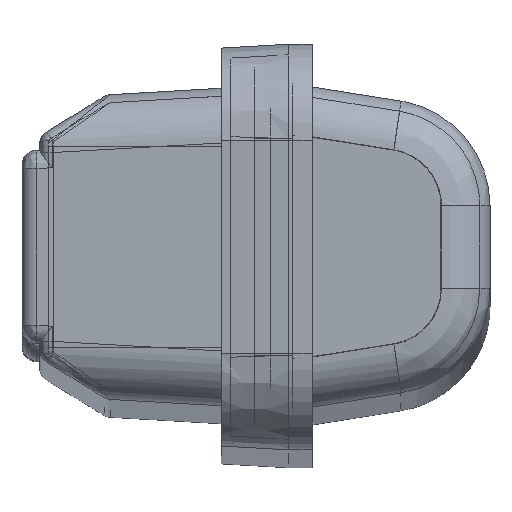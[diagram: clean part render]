
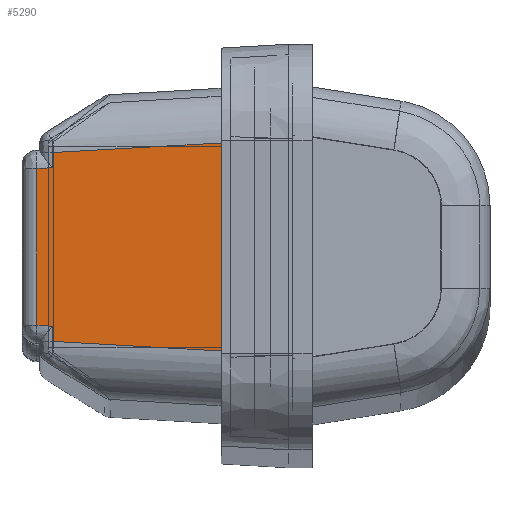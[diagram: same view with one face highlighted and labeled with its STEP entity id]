
A CAD part, top view. The second image highlights one B-rep face of the part: STEP entity #5290.
In plain terms, the highlighted face is planar.
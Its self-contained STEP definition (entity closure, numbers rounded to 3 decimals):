
#204 = DIRECTION ( 'NONE',  ( 1., 0., 0. ) ) ;
#291 = CARTESIAN_POINT ( 'NONE',  ( -4.866, -785.177, -2.26 ) ) ;
#534 = VERTEX_POINT ( 'NONE', #1576 ) ;
#929 = CARTESIAN_POINT ( 'NONE',  ( -15.78, -785.665, -30.2 ) ) ;
#1210 = ORIENTED_EDGE ( 'NONE', *, *, #4729, .T. ) ;
#1222 = CARTESIAN_POINT ( 'NONE',  ( 9.466, -785.177, -2.26 ) ) ;
#1356 = FACE_OUTER_BOUND ( 'NONE', #8689, .T. ) ;
#1480 = CARTESIAN_POINT ( 'NONE',  ( 16.2, -785.665, -30.2 ) ) ;
#1576 = CARTESIAN_POINT ( 'NONE',  ( 14.321, -785.219, -4.665 ) ) ;
#1651 = EDGE_CURVE ( 'NONE', #5813, #1930, #4992, .T. ) ;
#1843 = EDGE_CURVE ( 'NONE', #3324, #534, #4670, .T. ) ;
#1862 = VECTOR ( 'NONE', #3292, 1000. ) ;
#1930 = VERTEX_POINT ( 'NONE', #3943 ) ;
#2064 = ORIENTED_EDGE ( 'NONE', *, *, #10334, .F. ) ;
#2174 = DIRECTION ( 'NONE',  ( -0.052, 0.017, 0.998 ) ) ;
#2336 = CARTESIAN_POINT ( 'NONE',  ( -13.086, -784.842, 16.954 ) ) ;
#2650 = EDGE_CURVE ( 'NONE', #10555, #1930, #7793, .T. ) ;
#2870 = VECTOR ( 'NONE', #2174, 1000. ) ;
#3202 = CARTESIAN_POINT ( 'NONE',  ( 13.086, -784.842, 16.954 ) ) ;
#3292 = DIRECTION ( 'NONE',  ( 0.057, 0.017, 0.998 ) ) ;
#3324 = VERTEX_POINT ( 'NONE', #3560 ) ;
#3439 = ORIENTED_EDGE ( 'NONE', *, *, #9723, .F. ) ;
#3560 = CARTESIAN_POINT ( 'NONE',  ( 12.026, -785.219, -4.665 ) ) ;
#3846 = VECTOR ( 'NONE', #6677, 1000. ) ;
#3943 = CARTESIAN_POINT ( 'NONE',  ( -14.321, -785.219, -4.665 ) ) ;
#4058 = PLANE ( 'NONE',  #10002 ) ;
#4108 = CARTESIAN_POINT ( 'NONE',  ( 13.476, -785.702, -32.343 ) ) ;
#4218 = VECTOR ( 'NONE', #204, 1000. ) ;
#4335 = DIRECTION ( 'NONE',  ( 0., -0.017, -1. ) ) ;
#4427 = VERTEX_POINT ( 'NONE', #10699 ) ;
#4552 = CARTESIAN_POINT ( 'NONE',  ( -10.366, -785.177, -2.26 ) ) ;
#4660 = CARTESIAN_POINT ( 'NONE',  ( 11.9, -785.177, -2.26 ) ) ;
#4670 = LINE ( 'NONE', #9644, #4218 ) ;
#4729 = EDGE_CURVE ( 'NONE', #10830, #534, #10942, .T. ) ;
#4835 = LINE ( 'NONE', #4108, #2870 ) ;
#4992 = LINE ( 'NONE', #2336, #1862 ) ;
#5095 = ORIENTED_EDGE ( 'NONE', *, *, #1651, .F. ) ;
#5290 = ADVANCED_FACE ( 'NONE', ( #1356 ), #4058, .T. ) ;
#5299 = DIRECTION ( 'NONE',  ( -1., 0., 0. ) ) ;
#5509 = CARTESIAN_POINT ( 'NONE',  ( 7.033, -785.177, -2.26 ) ) ;
#5564 = DIRECTION ( 'NONE',  ( 0.052, 0.017, 0.998 ) ) ;
#5813 = VERTEX_POINT ( 'NONE', #929 ) ;
#6046 = CARTESIAN_POINT ( 'NONE',  ( -16.2, -785.219, -4.665 ) ) ;
#6114 = EDGE_CURVE ( 'NONE', #3324, #4427, #4835, .T. ) ;
#6331 = VECTOR ( 'NONE', #7619, 1000. ) ;
#6374 = CARTESIAN_POINT ( 'NONE',  ( -11.9, -785.177, -2.26 ) ) ;
#6677 = DIRECTION ( 'NONE',  ( -0.057, 0.017, 0.998 ) ) ;
#6679 = EDGE_CURVE ( 'NONE', #10830, #5813, #9144, .T. ) ;
#6727 = DIRECTION ( 'NONE',  ( 0., -1., 0.017 ) ) ;
#6925 = B_SPLINE_CURVE_WITH_KNOTS ( 'NONE', 3,
 ( #6374, #4552, #8004, #291, #7154, #9793, #8063, #5509, #1222, #4660 ),
 .UNSPECIFIED., .F., .F.,
 ( 4, 2, 2, 2, 4 ),
 ( 0., 0.193, 0.5, 0.693, 1. ),
 .UNSPECIFIED. ) ;
#7154 = CARTESIAN_POINT ( 'NONE',  ( -2.433, -785.177, -2.26 ) ) ;
#7532 = CARTESIAN_POINT ( 'NONE',  ( -12.026, -785.219, -4.665 ) ) ;
#7619 = DIRECTION ( 'NONE',  ( -1., 0., 0. ) ) ;
#7793 = LINE ( 'NONE', #6046, #10374 ) ;
#8004 = CARTESIAN_POINT ( 'NONE',  ( -8.833, -785.177, -2.26 ) ) ;
#8063 = CARTESIAN_POINT ( 'NONE',  ( 3.067, -785.177, -2.26 ) ) ;
#8161 = ORIENTED_EDGE ( 'NONE', *, *, #6679, .F. ) ;
#8272 = CARTESIAN_POINT ( 'NONE',  ( -11.9, -785.177, -2.26 ) ) ;
#8689 = EDGE_LOOP ( 'NONE', ( #8161, #1210, #9261, #10680, #2064, #3439, #10655, #5095 ) ) ;
#8725 = VECTOR ( 'NONE', #5564, 1000. ) ;
#9144 = LINE ( 'NONE', #1480, #6331 ) ;
#9261 = ORIENTED_EDGE ( 'NONE', *, *, #1843, .F. ) ;
#9470 = CARTESIAN_POINT ( 'NONE',  ( 16.2, -785.7, -32.2 ) ) ;
#9582 = CARTESIAN_POINT ( 'NONE',  ( 15.78, -785.665, -30.2 ) ) ;
#9644 = CARTESIAN_POINT ( 'NONE',  ( 16.2, -785.219, -4.665 ) ) ;
#9723 = EDGE_CURVE ( 'NONE', #10555, #10497, #10021, .T. ) ;
#9793 = CARTESIAN_POINT ( 'NONE',  ( 1.533, -785.177, -2.26 ) ) ;
#10002 = AXIS2_PLACEMENT_3D ( 'NONE', #9470, #6727, #4335 ) ;
#10021 = LINE ( 'NONE', #10752, #8725 ) ;
#10334 = EDGE_CURVE ( 'NONE', #10497, #4427, #6925, .T. ) ;
#10374 = VECTOR ( 'NONE', #5299, 1000. ) ;
#10497 = VERTEX_POINT ( 'NONE', #8272 ) ;
#10555 = VERTEX_POINT ( 'NONE', #7532 ) ;
#10655 = ORIENTED_EDGE ( 'NONE', *, *, #2650, .T. ) ;
#10680 = ORIENTED_EDGE ( 'NONE', *, *, #6114, .T. ) ;
#10699 = CARTESIAN_POINT ( 'NONE',  ( 11.9, -785.177, -2.26 ) ) ;
#10752 = CARTESIAN_POINT ( 'NONE',  ( -13.476, -785.702, -32.343 ) ) ;
#10830 = VERTEX_POINT ( 'NONE', #9582 ) ;
#10942 = LINE ( 'NONE', #3202, #3846 ) ;
